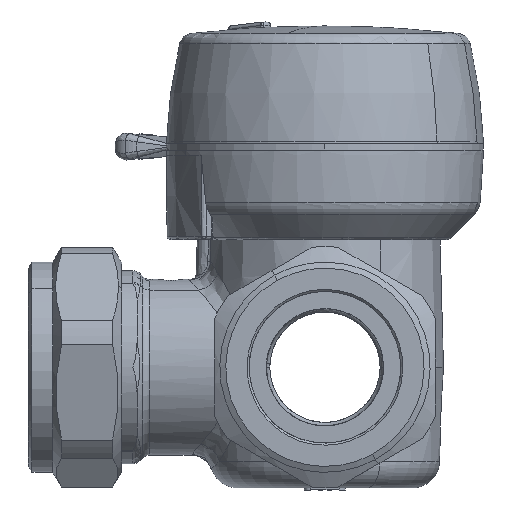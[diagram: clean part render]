
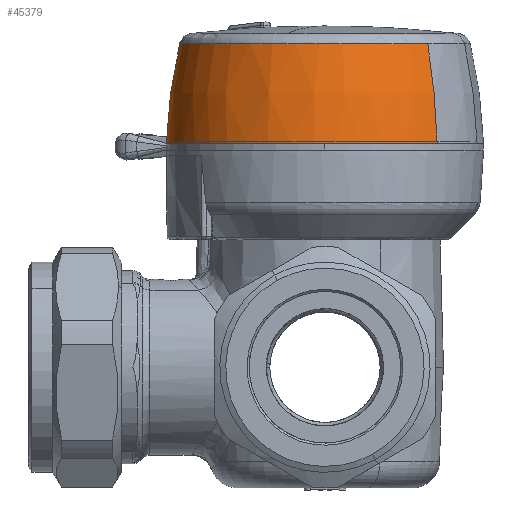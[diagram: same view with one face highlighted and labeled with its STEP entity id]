
A CAD part, front view. The second image highlights one B-rep face of the part: STEP entity #45379.
In plain terms, the highlighted face is a revolution surface.
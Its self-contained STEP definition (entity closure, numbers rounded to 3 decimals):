
#45370=AXIS2_PLACEMENT_3D('Circle Axis2P3D',#45368,#45369,$) ;
#45133=CARTESIAN_POINT('Vertex',(-11.027,20.184,66.5)) ;
#45171=CARTESIAN_POINT('Vertex',(0.,-23.,66.5)) ;
#45175=CARTESIAN_POINT('Control Point',(-11.027,20.184,66.5)) ;
#45176=CARTESIAN_POINT('Control Point',(-12.882,19.171,66.5)) ;
#45177=CARTESIAN_POINT('Control Point',(-14.621,17.944,66.5)) ;
#45178=CARTESIAN_POINT('Control Point',(-16.212,16.521,66.5)) ;
#45179=CARTESIAN_POINT('Control Point',(-19.036,13.336,66.5)) ;
#45180=CARTESIAN_POINT('Control Point',(-21.065,9.594,66.5)) ;
#45181=CARTESIAN_POINT('Control Point',(-21.859,7.614,66.5)) ;
#45182=CARTESIAN_POINT('Control Point',(-22.977,3.507,66.5)) ;
#45183=CARTESIAN_POINT('Control Point',(-23.135,-0.747,66.5)) ;
#45184=CARTESIAN_POINT('Control Point',(-22.967,-2.874,66.5)) ;
#45185=CARTESIAN_POINT('Control Point',(-22.148,-7.051,66.5)) ;
#45186=CARTESIAN_POINT('Control Point',(-20.402,-10.933,66.5)) ;
#45187=CARTESIAN_POINT('Control Point',(-19.308,-12.766,66.5)) ;
#45188=CARTESIAN_POINT('Control Point',(-16.72,-16.145,66.5)) ;
#45189=CARTESIAN_POINT('Control Point',(-13.433,-18.85,66.5)) ;
#45190=CARTESIAN_POINT('Control Point',(-11.64,-20.007,66.5)) ;
#45191=CARTESIAN_POINT('Control Point',(-8.305,-21.649,66.5)) ;
#45192=CARTESIAN_POINT('Control Point',(-4.721,-22.594,66.5)) ;
#45193=CARTESIAN_POINT('Control Point',(-3.158,-22.865,66.5)) ;
#45194=CARTESIAN_POINT('Control Point',(-1.579,-23.,66.5)) ;
#45195=CARTESIAN_POINT('Control Point',(0.,-23.,66.5)) ;
#45274=CARTESIAN_POINT('Control Point',(-11.027,20.184,66.5)) ;
#45275=CARTESIAN_POINT('Control Point',(-10.946,20.036,71.344)) ;
#45276=CARTESIAN_POINT('Control Point',(-10.639,19.474,76.171)) ;
#45277=CARTESIAN_POINT('Control Point',(-10.112,18.51,80.891)) ;
#45278=CARTESIAN_POINT('Vertex',(-10.112,18.51,80.891)) ;
#45343=CARTESIAN_POINT('Vertex',(0.,-21.092,80.891)) ;
#45347=CARTESIAN_POINT('Control Point',(0.,-23.,66.5)) ;
#45348=CARTESIAN_POINT('Control Point',(0.,-22.831,71.344)) ;
#45349=CARTESIAN_POINT('Control Point',(0.,-22.191,76.171)) ;
#45350=CARTESIAN_POINT('Control Point',(0.,-21.092,80.891)) ;
#45360=CARTESIAN_POINT('Control Point',(0.,23.,66.5)) ;
#45361=CARTESIAN_POINT('Control Point',(0.,22.831,71.344)) ;
#45362=CARTESIAN_POINT('Control Point',(0.,22.191,76.171)) ;
#45363=CARTESIAN_POINT('Control Point',(0.,21.092,80.891)) ;
#45364=CARTESIAN_POINT('Axis1P Location',(0.,0.,75.)) ;
#45368=CARTESIAN_POINT('Axis2P3D Location',(0.,0.,80.891)) ;
#45365=DIRECTION('Axis1P Direction',(0.,0.,1.)) ;
#45369=DIRECTION('Axis2P3D Direction',(0.,0.,1.)) ;
#45366=AXIS1_PLACEMENT('Revolution Surface Axis1P',#45364,#45365) ;
#45374=ORIENTED_EDGE('',*,*,#45372,.F.) ;
#45375=ORIENTED_EDGE('',*,*,#45280,.F.) ;
#45376=ORIENTED_EDGE('',*,*,#45196,.T.) ;
#45377=ORIENTED_EDGE('',*,*,#45351,.F.) ;
#45379=ADVANCED_FACE('',(#45378),#45367,.T.) ;
#45174=B_SPLINE_CURVE_WITH_KNOTS('',5,(#45175,#45176,#45177,#45178,#45179,#45180,#45181,#45182,#45183,#45184,#45185,#45186,#45187,#45188,#45189,#45190,#45191,#45192,#45193,#45194,#45195),.UNSPECIFIED.,.F.,.U.,(6,3,3,3,3,3,6),(0.,14.982,29.965,44.947,59.93,74.912,86.099),.UNSPECIFIED.) ;
#45273=B_SPLINE_CURVE_WITH_KNOTS('',3,(#45274,#45275,#45276,#45277),.UNSPECIFIED.,.F.,.U.,(4,4),(473.857,488.419),.UNSPECIFIED.) ;
#45346=B_SPLINE_CURVE_WITH_KNOTS('',3,(#45347,#45348,#45349,#45350),.UNSPECIFIED.,.F.,.U.,(4,4),(473.857,488.419),.UNSPECIFIED.) ;
#45359=B_SPLINE_CURVE_WITH_KNOTS('',3,(#45360,#45361,#45362,#45363),.UNSPECIFIED.,.F.,.U.,(4,4),(473.857,488.419),.UNSPECIFIED.) ;
#45371=CIRCLE('generated circle',#45370,21.092) ;
#45196=EDGE_CURVE('',#45134,#45172,#45174,.T.) ;
#45280=EDGE_CURVE('',#45134,#45279,#45273,.T.) ;
#45351=EDGE_CURVE('',#45344,#45172,#45346,.F.) ;
#45372=EDGE_CURVE('',#45279,#45344,#45371,.T.) ;
#45373=EDGE_LOOP('',(#45374,#45375,#45376,#45377)) ;
#45378=FACE_OUTER_BOUND('',#45373,.T.) ;
#45367=SURFACE_OF_REVOLUTION('Surface of Revolution',#45359,#45366) ;
#45134=VERTEX_POINT('',#45133) ;
#45172=VERTEX_POINT('',#45171) ;
#45279=VERTEX_POINT('',#45278) ;
#45344=VERTEX_POINT('',#45343) ;
